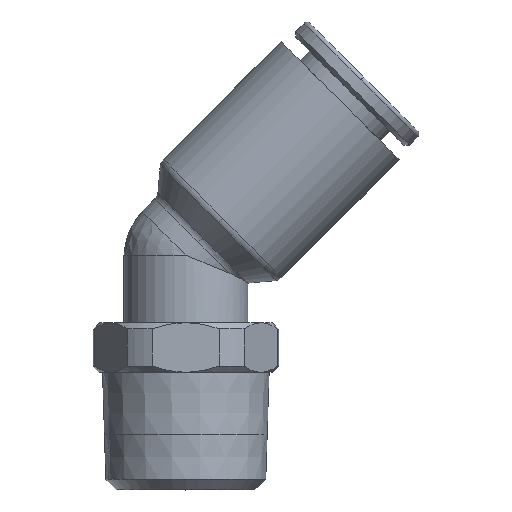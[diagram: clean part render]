
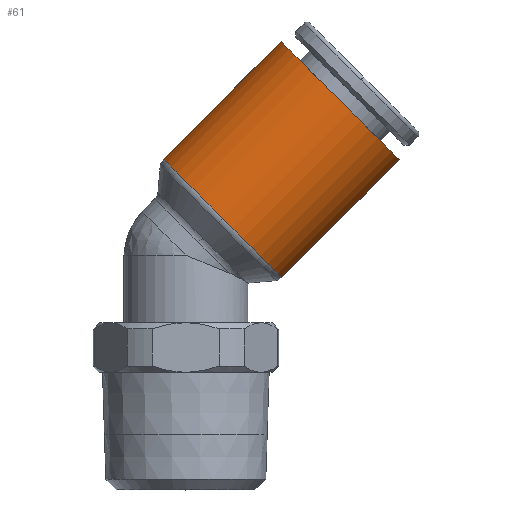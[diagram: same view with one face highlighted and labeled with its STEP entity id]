
A CAD part, top view. The second image highlights one B-rep face of the part: STEP entity #61.
In plain terms, the highlighted cylindrical face has radius 6.75 mm (diameter 13.5 mm), a partial arc.
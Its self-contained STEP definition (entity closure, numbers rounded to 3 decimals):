
#61=ADVANCED_FACE('',(#151),#152,.T.);
#151=FACE_OUTER_BOUND('',#308,.T.);
#152=CYLINDRICAL_SURFACE('',#309,6.75);
#308=EDGE_LOOP('',(#543,#544,#545,#546,#547));
#309=AXIS2_PLACEMENT_3D('',#548,#549,#550);
#543=ORIENTED_EDGE('',*,*,#1063,.F.);
#544=ORIENTED_EDGE('',*,*,#1064,.T.);
#545=ORIENTED_EDGE('',*,*,#1065,.T.);
#546=ORIENTED_EDGE('',*,*,#1066,.F.);
#547=ORIENTED_EDGE('',*,*,#1067,.F.);
#548=CARTESIAN_POINT('',(7.725,17.201,0.0));
#549=DIRECTION('',(0.707,0.707,0.0));
#550=DIRECTION('',(-0.707,0.707,0.0));
#1063=EDGE_CURVE('',#1287,#1288,#1289,.T.);
#1064=EDGE_CURVE('',#1287,#1290,#1291,.T.);
#1065=EDGE_CURVE('',#1290,#1292,#1293,.T.);
#1066=EDGE_CURVE('',#1294,#1292,#1295,.T.);
#1067=EDGE_CURVE('',#1288,#1294,#1296,.T.);
#1287=VERTEX_POINT('',#1701);
#1288=VERTEX_POINT('',#1702);
#1289=LINE('',#1703,#1704);
#1290=VERTEX_POINT('',#1705);
#1291=CIRCLE('',#1706,6.75);
#1292=VERTEX_POINT('',#1707);
#1293=CIRCLE('',#1708,6.75);
#1294=VERTEX_POINT('',#1709);
#1295=LINE('',#1710,#1711);
#1296=CIRCLE('',#1712,6.75);
#1701=CARTESIAN_POINT('',(-1.803,17.219,0.0));
#1702=CARTESIAN_POINT('',(7.707,26.729,0.0));
#1703=CARTESIAN_POINT('',(2.952,21.974,0.));
#1704=VECTOR('',#2286,1.0);
#1705=CARTESIAN_POINT('',(2.97,12.446,6.75));
#1706=AXIS2_PLACEMENT_3D('',#2287,#2288,#2289);
#1707=CARTESIAN_POINT('',(7.743,7.673,0.));
#1708=AXIS2_PLACEMENT_3D('',#2290,#2291,#2292);
#1709=CARTESIAN_POINT('',(17.253,17.183,0.));
#1710=CARTESIAN_POINT('',(12.498,12.428,0.));
#1711=VECTOR('',#2293,1.0);
#1712=AXIS2_PLACEMENT_3D('',#2294,#2295,#2296);
#2286=DIRECTION('',(0.707,0.707,0.0));
#2287=CARTESIAN_POINT('',(2.97,12.446,0.0));
#2288=DIRECTION('',(0.707,0.707,0.0));
#2289=DIRECTION('',(-0.707,0.707,0.0));
#2290=CARTESIAN_POINT('',(2.97,12.446,0.0));
#2291=DIRECTION('',(0.707,0.707,0.0));
#2292=DIRECTION('',(-0.707,0.707,0.0));
#2293=DIRECTION('',(-0.707,-0.707,-0.0));
#2294=CARTESIAN_POINT('',(12.48,21.956,0.0));
#2295=DIRECTION('',(0.707,0.707,0.0));
#2296=DIRECTION('',(-0.707,0.707,0.0));
